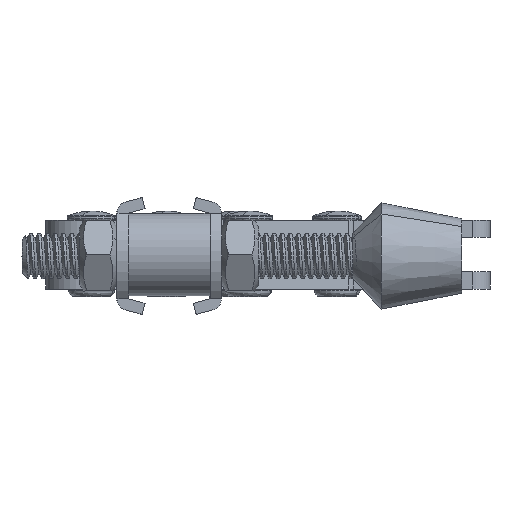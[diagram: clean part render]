
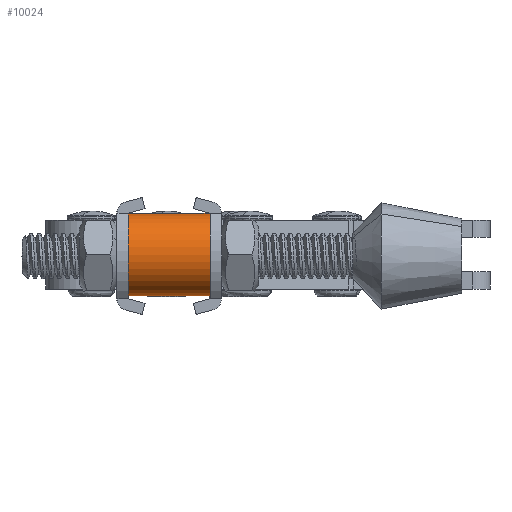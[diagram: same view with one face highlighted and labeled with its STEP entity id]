
A CAD part, left-side view. The second image highlights one B-rep face of the part: STEP entity #10024.
In plain terms, the highlighted cylindrical face has radius 7.2 mm (diameter 14.4 mm), a partial arc.
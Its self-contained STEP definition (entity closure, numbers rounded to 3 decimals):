
#1196 = CIRCLE ( 'NONE', #33773, 7.2 ) ;
#1599 = DIRECTION ( 'NONE',  ( 0., 0., -1. ) ) ;
#3915 = CYLINDRICAL_SURFACE ( 'NONE', #59652, 7.2 ) ;
#5571 = CARTESIAN_POINT ( 'NONE',  ( -90.8, 14.2, 7.2 ) ) ;
#9977 = EDGE_CURVE ( 'NONE', #15817, #28477, #17853, .T. ) ;
#10024 = ADVANCED_FACE ( 'NONE', ( #41341 ), #3915, .T. ) ;
#11049 = VECTOR ( 'NONE', #31862, 1000. ) ;
#12177 = VERTEX_POINT ( 'NONE', #39985 ) ;
#15817 = VERTEX_POINT ( 'NONE', #58024 ) ;
#15953 = DIRECTION ( 'NONE',  ( 0., 1., 0. ) ) ;
#16848 = ORIENTED_EDGE ( 'NONE', *, *, #57184, .T. ) ;
#17853 = CIRCLE ( 'NONE', #50201, 7.2 ) ;
#20279 = DIRECTION ( 'NONE',  ( 0., -1., 0. ) ) ;
#23429 = DIRECTION ( 'NONE',  ( 0., 1., 0. ) ) ;
#24523 = VECTOR ( 'NONE', #15953, 1000. ) ;
#25442 = CARTESIAN_POINT ( 'NONE',  ( -90.8, 28., 7.2 ) ) ;
#26515 = LINE ( 'NONE', #27163, #11049 ) ;
#27163 = CARTESIAN_POINT ( 'NONE',  ( -90.8, 28., -7.2 ) ) ;
#28477 = VERTEX_POINT ( 'NONE', #5571 ) ;
#29735 = DIRECTION ( 'NONE',  ( 0., 1., 0. ) ) ;
#31862 = DIRECTION ( 'NONE',  ( 0., -1., 0. ) ) ;
#33773 = AXIS2_PLACEMENT_3D ( 'NONE', #51541, #23429, #56279 ) ;
#34240 = DIRECTION ( 'NONE',  ( 0., 0., -1. ) ) ;
#38950 = CARTESIAN_POINT ( 'NONE',  ( -90.8, 28., 0. ) ) ;
#39913 = ORIENTED_EDGE ( 'NONE', *, *, #9977, .F. ) ;
#39958 = EDGE_LOOP ( 'NONE', ( #16848, #40079, #39913, #43778 ) ) ;
#39985 = CARTESIAN_POINT ( 'NONE',  ( -90.8, 0., -7.2 ) ) ;
#40079 = ORIENTED_EDGE ( 'NONE', *, *, #60457, .T. ) ;
#41341 = FACE_OUTER_BOUND ( 'NONE', #39958, .T. ) ;
#43778 = ORIENTED_EDGE ( 'NONE', *, *, #46758, .T. ) ;
#46573 = LINE ( 'NONE', #25442, #24523 ) ;
#46758 = EDGE_CURVE ( 'NONE', #15817, #12177, #26515, .T. ) ;
#50201 = AXIS2_PLACEMENT_3D ( 'NONE', #57862, #29735, #1599 ) ;
#51541 = CARTESIAN_POINT ( 'NONE',  ( -90.8, 0., 0. ) ) ;
#53901 = CARTESIAN_POINT ( 'NONE',  ( -90.8, 0., 7.2 ) ) ;
#56279 = DIRECTION ( 'NONE',  ( 0., 0., -1. ) ) ;
#56667 = VERTEX_POINT ( 'NONE', #53901 ) ;
#57184 = EDGE_CURVE ( 'NONE', #12177, #56667, #1196, .T. ) ;
#57862 = CARTESIAN_POINT ( 'NONE',  ( -90.8, 14.2, 0. ) ) ;
#58024 = CARTESIAN_POINT ( 'NONE',  ( -90.8, 14.2, -7.2 ) ) ;
#59652 = AXIS2_PLACEMENT_3D ( 'NONE', #38950, #20279, #34240 ) ;
#60457 = EDGE_CURVE ( 'NONE', #56667, #28477, #46573, .T. ) ;
